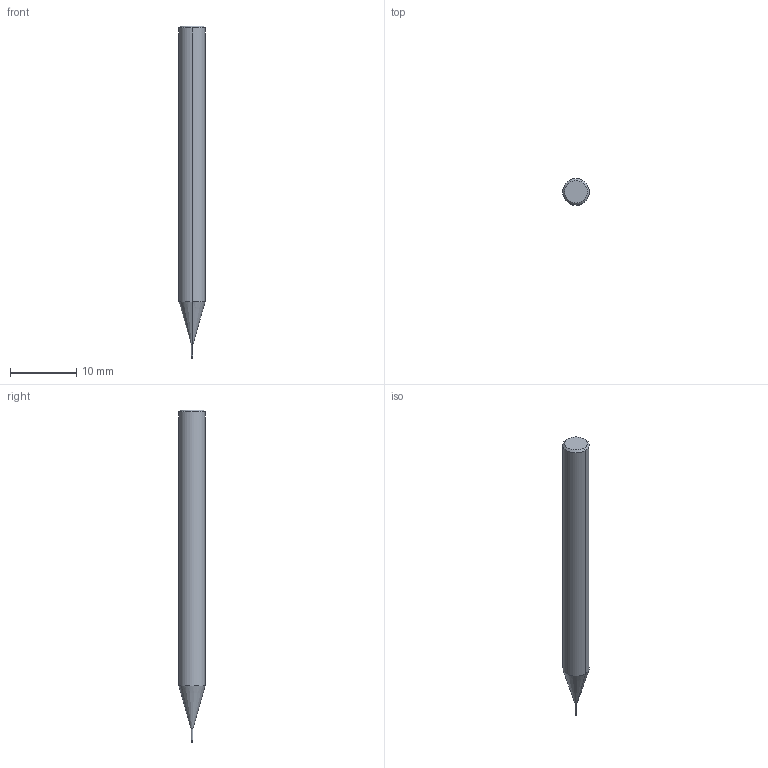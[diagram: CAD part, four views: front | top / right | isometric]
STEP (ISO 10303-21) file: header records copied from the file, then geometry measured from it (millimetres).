
FILE_DESCRIPTION(('no description'),'unknown implementation level');
FILE_NAME('HLRS2003-005-020E-Huellk.stp',' ',('CIMSOURCE GmbH'),('CADClick - KiM GmbH - www.kimweb.de'),'unknown preprocess','ACIS','unknown authorization');
FILE_SCHEMA(('automotive_design'));
Length unit declared in the file: millimetre
Products named in the file (2): 1; 2
Bounding box: 4 x 4 x 50 mm (x, y, z)
Volume: 550.2 mm3; surface area: 579 mm2
Topology: 2 solids, 2 shells, 17 faces, 30 edges, 18 vertices
Faces by surface type: cone 6, plane 5, cylinder 4, torus 2
Entity records: 857 total; most frequent: DIRECTION 96, CARTESIAN_POINT 71, STYLED_ITEM 67, PRESENTATION_STYLE_ASSIGNMENT 67, COLOUR_RGB 67, ORIENTED_EDGE 60, AXIS2_PLACEMENT_3D 43, EDGE_CURVE 30
